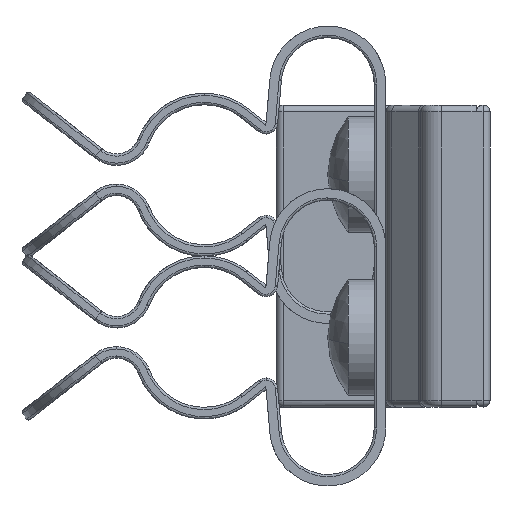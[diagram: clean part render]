
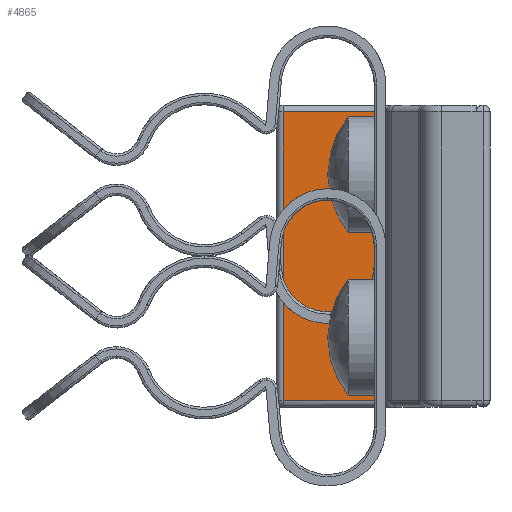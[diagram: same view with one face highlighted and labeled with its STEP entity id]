
A CAD part, left-side view. The second image highlights one B-rep face of the part: STEP entity #4865.
In plain terms, the highlighted planar face has unit normal (-1, 0, 0).
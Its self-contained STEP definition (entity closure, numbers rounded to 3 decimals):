
#237 = ORIENTED_EDGE ( 'NONE', *, *, #7301, .F. ) ;
#245 = LINE ( 'NONE', #1757, #5935 ) ;
#378 = PLANE ( 'NONE',  #4677 ) ;
#488 = CARTESIAN_POINT ( 'NONE',  ( -588.957, -205.582, 0.3 ) ) ;
#897 = VECTOR ( 'NONE', #6690, 1000. ) ;
#934 = EDGE_LOOP ( 'NONE', ( #7910, #8336, #237, #8709 ) ) ;
#1046 = VERTEX_POINT ( 'NONE', #1851 ) ;
#1118 = CARTESIAN_POINT ( 'NONE',  ( -588.957, -200.864, 0.3 ) ) ;
#1245 = CARTESIAN_POINT ( 'NONE',  ( -588.957, -200.864, 13. ) ) ;
#1258 = EDGE_CURVE ( 'NONE', #1046, #3808, #1649, .T. ) ;
#1649 = LINE ( 'NONE', #2976, #897 ) ;
#1757 = CARTESIAN_POINT ( 'NONE',  ( -588.957, -205.282, 13. ) ) ;
#1843 = CARTESIAN_POINT ( 'NONE',  ( -588.957, -205.282, 13. ) ) ;
#1851 = CARTESIAN_POINT ( 'NONE',  ( -588.957, -205.282, 12.7 ) ) ;
#2215 = VERTEX_POINT ( 'NONE', #1118 ) ;
#2231 = EDGE_CURVE ( 'NONE', #2215, #6517, #8265, .T. ) ;
#2976 = CARTESIAN_POINT ( 'NONE',  ( -588.957, -205.282, 12.7 ) ) ;
#3326 = DIRECTION ( 'NONE',  ( 0., -1., 0. ) ) ;
#3808 = VERTEX_POINT ( 'NONE', #6076 ) ;
#3976 = DIRECTION ( 'NONE',  ( -1., 0., 0. ) ) ;
#4554 = VECTOR ( 'NONE', #3326, 1000. ) ;
#4657 = DIRECTION ( 'NONE',  ( 0., 0., -1. ) ) ;
#4677 = AXIS2_PLACEMENT_3D ( 'NONE', #1843, #3976, #6790 ) ;
#4796 = DIRECTION ( 'NONE',  ( 0., 0., -1. ) ) ;
#4865 = ADVANCED_FACE ( 'NONE', ( #8446 ), #378, .T. ) ;
#5826 = CARTESIAN_POINT ( 'NONE',  ( -588.957, -205.282, 0.3 ) ) ;
#5935 = VECTOR ( 'NONE', #4657, 1000. ) ;
#6076 = CARTESIAN_POINT ( 'NONE',  ( -588.957, -200.864, 12.7 ) ) ;
#6280 = LINE ( 'NONE', #1245, #7759 ) ;
#6517 = VERTEX_POINT ( 'NONE', #5826 ) ;
#6690 = DIRECTION ( 'NONE',  ( 0., 1., 0. ) ) ;
#6790 = DIRECTION ( 'NONE',  ( 0., 0., 1. ) ) ;
#7301 = EDGE_CURVE ( 'NONE', #1046, #6517, #245, .T. ) ;
#7316 = EDGE_CURVE ( 'NONE', #3808, #2215, #6280, .T. ) ;
#7759 = VECTOR ( 'NONE', #4796, 1000. ) ;
#7910 = ORIENTED_EDGE ( 'NONE', *, *, #7316, .T. ) ;
#8265 = LINE ( 'NONE', #488, #4554 ) ;
#8336 = ORIENTED_EDGE ( 'NONE', *, *, #2231, .T. ) ;
#8446 = FACE_OUTER_BOUND ( 'NONE', #934, .T. ) ;
#8709 = ORIENTED_EDGE ( 'NONE', *, *, #1258, .T. ) ;
